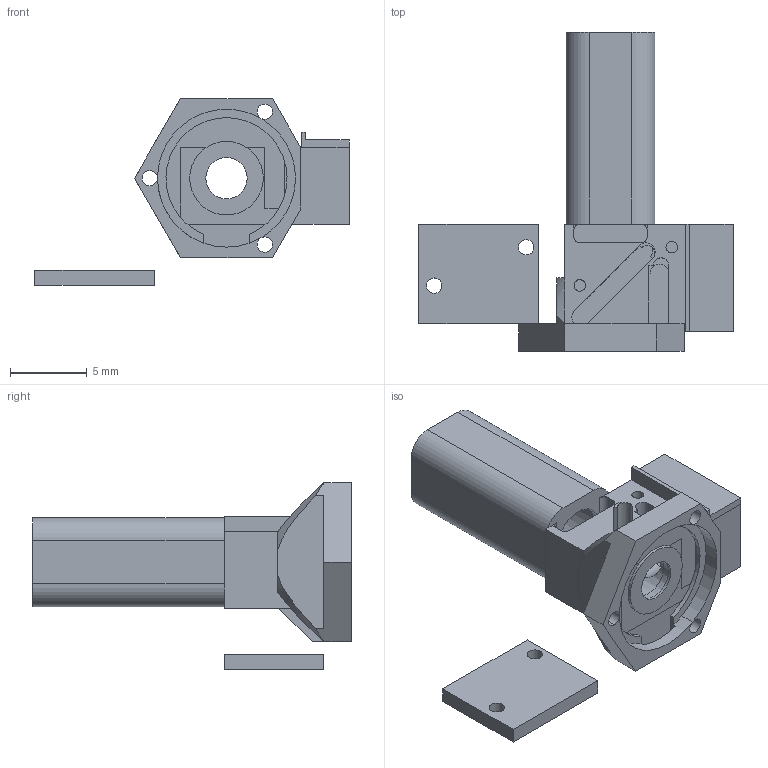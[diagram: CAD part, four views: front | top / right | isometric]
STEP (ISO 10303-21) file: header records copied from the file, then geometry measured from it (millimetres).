
FILE_DESCRIPTION(/* description */ (''),/* implementation_level */ '2;1');
FILE_NAME(/* name */ 'UpperBody.step',/* time_stamp */ '2020-12-06T20:37:57+09:00',/* author */ (''),/* organization */ (''),/* preprocessor_version */ 'ST-DEVELOPER v18.1',/* originating_system */ 'Autodesk Translation Framework v9.3.0.1241',/* authorisation */ '');
FILE_SCHEMA (('AUTOMOTIVE_DESIGN { 1 0 10303 214 3 1 1 }'));
Length unit declared in the file: millimetre
Products named in the file (23): UpperBodyHexWideLow; 鏡筒; ベース上張出; LiqLensフタ; ベース上; LiqLensハウジング; EXfilt穴; LEDリード線ザグリ; LED基板ザグリ; 上シリンダー; DM穴; EMFilt穴; コンポーネント2; コンポーネント10; コンポーネント14; コンポーネント22; コンポーネント23; コンポーネント24; コンポーネント25; コンポーネント26; コンポーネント27; コンポーネント28; FliterCover
Assembly tree (22 placements, depth 3):
  UpperBodyHexWideLow
    鏡筒
      ベース上張出
      LiqLensフタ
      ベース上
      LiqLensハウジング
      EXfilt穴
      LEDリード線ザグリ
      LED基板ザグリ
      上シリンダー
      DM穴
      EMFilt穴
      コンポーネント2
      コンポーネント10
      コンポーネント14
    コンポーネント22
    コンポーネント23
    コンポーネント24
    コンポーネント25
    コンポーネント26
    コンポーネント27
    コンポーネント28
    FliterCover
Bounding box: 20.5 x 20.8 x 12.2 mm (x, y, z)
Volume: 536.1 mm3; surface area: 1492.9 mm2
Topology: 4 solids, 4 shells, 121 faces, 318 edges, 207 vertices
Faces by surface type: plane 83, cylinder 32, cone 6
Full cylindrical faces by diameter (mm): 0.759 x1, 0.76 x2, 1 x4, 2.2 x1, 2.4 x2, 3 x1, 3.8 x1, 4.8 x1, 5 x1
Entity records: 4500 total; most frequent: CARTESIAN_POINT 777, DIRECTION 713, ORIENTED_EDGE 638, EDGE_CURVE 319, AXIS2_PLACEMENT_3D 248, LINE 217, VECTOR 217, VERTEX_POINT 207
